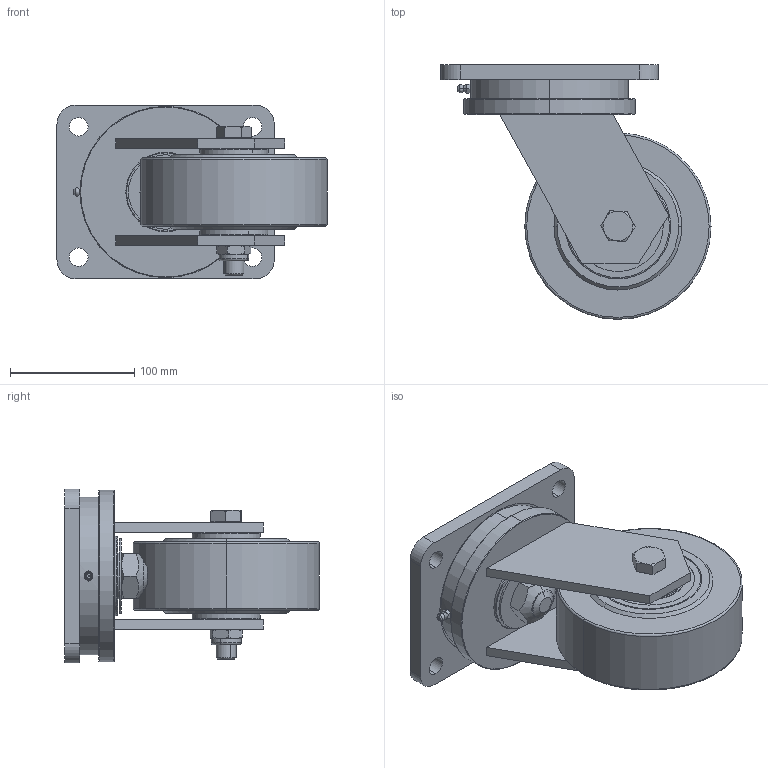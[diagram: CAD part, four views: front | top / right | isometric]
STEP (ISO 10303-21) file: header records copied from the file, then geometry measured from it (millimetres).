
FILE_DESCRIPTION (( 'STEP AP214' ), '1' );
FILE_NAME ('0028599_L-HS-STS-150-K-3.STEP', '2017-03-29T09:13:45', ( '' ), ( '' ), 'SwSTEP 2.0', 'SolidWorks 2016', '' );
FILE_SCHEMA (( 'AUTOMOTIVE_DESIGN' ));
Length unit declared in the file: millimetre
Products named in the file (1): 0028599_L-HS-STS-150-K-3
Bounding box: 217.5 x 205 x 140 mm (x, y, z)
Volume: 1672500.7 mm3; surface area: 367126.5 mm2
Topology: 27 solids, 27 shells, 425 faces, 888 edges, 533 vertices
Faces by surface type: cylinder 144, plane 109, cone 108, torus 62, sphere 2
Entity records: 16881 total; most frequent: CARTESIAN_POINT 2483, DIRECTION 2180, ORIENTED_EDGE 1770, AXIS2_PLACEMENT_3D 937, EDGE_CURVE 885, VERTEX_POINT 532, CIRCLE 511, EDGE_LOOP 501
